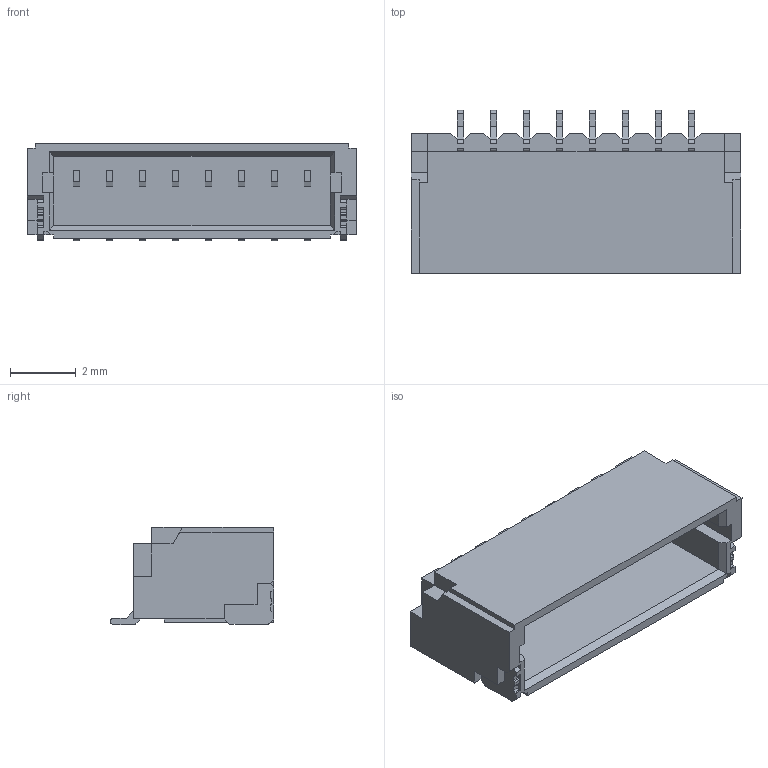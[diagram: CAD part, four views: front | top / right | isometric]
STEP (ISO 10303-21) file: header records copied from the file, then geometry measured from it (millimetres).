
FILE_DESCRIPTION(/* description */ (''),/* implementation_level */ '2;1');
FILE_NAME(/* name */ 'JST_08.step',/* time_stamp */ '2022-11-02T22:23:32+01:00',/* author */ (''),/* organization */ (''),/* preprocessor_version */ 'ST-DEVELOPER v19.2',/* originating_system */ 'Autodesk Translation Framework v11.17.0.187',/* authorisation */ '');
FILE_SCHEMA (('AUTOMOTIVE_DESIGN { 1 0 10303 214 3 1 1 }'));
Length unit declared in the file: millimetre
Products named in the file (1): JST_08
Bounding box: 10 x 4.95 x 2.96 mm (x, y, z)
Volume: 62.9 mm3; surface area: 259.7 mm2
Topology: 1 solids, 1 shells, 329 faces, 890 edges, 572 vertices
Faces by surface type: plane 265, cylinder 64
Entity records: 10200 total; most frequent: CARTESIAN_POINT 1792, ORIENTED_EDGE 1780, DIRECTION 1678, EDGE_CURVE 890, LINE 762, VECTOR 762, VERTEX_POINT 572, AXIS2_PLACEMENT_3D 458
